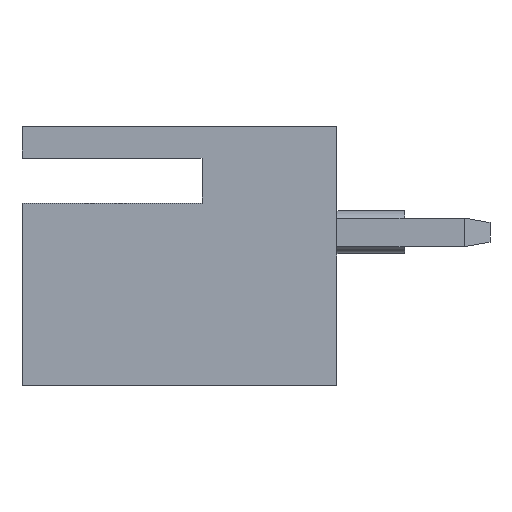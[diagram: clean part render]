
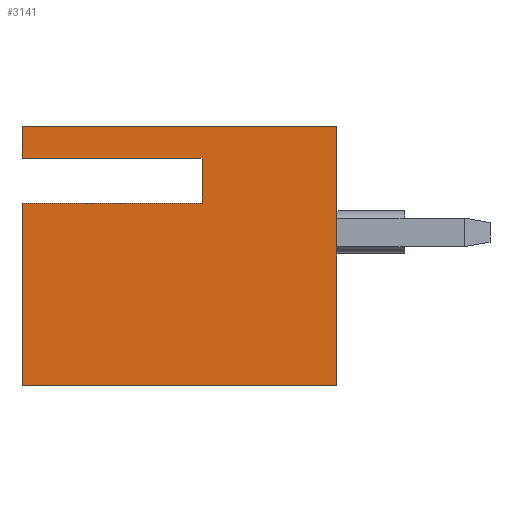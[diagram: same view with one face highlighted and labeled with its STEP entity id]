
A CAD part, left-side view. The second image highlights one B-rep face of the part: STEP entity #3141.
In plain terms, the highlighted planar face has unit normal (-1, 0, 0).
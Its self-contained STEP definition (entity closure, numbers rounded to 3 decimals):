
#52=PLANE('',#3342);
#232=FACE_OUTER_BOUND('',#425,.T.);
#425=EDGE_LOOP('',(#2435,#2436,#2437,#2438,#2439,#2440,#2441,#2442));
#600=LINE('',#4363,#1041);
#606=LINE('',#4376,#1047);
#686=LINE('',#4542,#1127);
#735=LINE('',#4642,#1176);
#764=LINE('',#4698,#1205);
#776=LINE('',#4717,#1217);
#781=LINE('',#4726,#1222);
#782=LINE('',#4727,#1223);
#1041=VECTOR('',#3539,1000.);
#1047=VECTOR('',#3547,1000.);
#1127=VECTOR('',#3643,1000.);
#1176=VECTOR('',#3702,1000.);
#1205=VECTOR('',#3733,1000.);
#1217=VECTOR('',#3753,1000.);
#1222=VECTOR('',#3764,1000.);
#1223=VECTOR('',#3765,1000.);
#1487=VERTEX_POINT('',#4360);
#1488=VERTEX_POINT('',#4362);
#1492=VERTEX_POINT('',#4372);
#1494=VERTEX_POINT('',#4375);
#1572=VERTEX_POINT('',#4541);
#1618=VERTEX_POINT('',#4640);
#1644=VERTEX_POINT('',#4696);
#1648=VERTEX_POINT('',#4725);
#1774=EDGE_CURVE('',#1487,#1488,#600,.T.);
#1780=EDGE_CURVE('',#1492,#1494,#606,.T.);
#1860=EDGE_CURVE('',#1494,#1572,#686,.T.);
#1911=EDGE_CURVE('',#1492,#1618,#735,.T.);
#1940=EDGE_CURVE('',#1487,#1644,#764,.T.);
#1952=EDGE_CURVE('',#1644,#1572,#776,.T.);
#1957=EDGE_CURVE('',#1618,#1648,#781,.T.);
#1958=EDGE_CURVE('',#1648,#1488,#782,.T.);
#2435=ORIENTED_EDGE('',*,*,#1957,.T.);
#2436=ORIENTED_EDGE('',*,*,#1958,.T.);
#2437=ORIENTED_EDGE('',*,*,#1774,.F.);
#2438=ORIENTED_EDGE('',*,*,#1940,.T.);
#2439=ORIENTED_EDGE('',*,*,#1952,.T.);
#2440=ORIENTED_EDGE('',*,*,#1860,.F.);
#2441=ORIENTED_EDGE('',*,*,#1780,.F.);
#2442=ORIENTED_EDGE('',*,*,#1911,.T.);
#3141=ADVANCED_FACE('',(#232),#52,.F.);
#3342=AXIS2_PLACEMENT_3D('',#4724,#3762,#3763);
#3539=DIRECTION('',(0.,0.,1.));
#3547=DIRECTION('',(0.,0.,1.));
#3643=DIRECTION('',(0.,-1.,0.));
#3702=DIRECTION('',(0.,-1.,0.));
#3733=DIRECTION('',(0.,-1.,0.));
#3753=DIRECTION('',(0.,0.,1.));
#3762=DIRECTION('center_axis',(1.,0.,0.));
#3763=DIRECTION('ref_axis',(0.,0.,-1.));
#3764=DIRECTION('',(0.,0.,-1.));
#3765=DIRECTION('',(0.,1.,0.));
#4360=CARTESIAN_POINT('',(-8.7,7.,-2.875));
#4362=CARTESIAN_POINT('',(-8.7,7.,1.175));
#4363=CARTESIAN_POINT('',(-8.7,7.,-2.875));
#4372=CARTESIAN_POINT('',(-8.7,7.,2.175));
#4375=CARTESIAN_POINT('',(-8.7,7.,2.875));
#4376=CARTESIAN_POINT('',(-8.7,7.,-2.875));
#4541=CARTESIAN_POINT('',(-8.7,0.,2.875));
#4542=CARTESIAN_POINT('',(-8.7,7.,2.875));
#4640=CARTESIAN_POINT('',(-8.7,3.,2.175));
#4642=CARTESIAN_POINT('',(-8.7,7.,2.175));
#4696=CARTESIAN_POINT('',(-8.7,0.,-2.875));
#4698=CARTESIAN_POINT('',(-8.7,7.,-2.875));
#4717=CARTESIAN_POINT('',(-8.7,0.,-2.875));
#4724=CARTESIAN_POINT('Origin',(-8.7,7.,-2.875));
#4725=CARTESIAN_POINT('',(-8.7,3.,1.175));
#4726=CARTESIAN_POINT('',(-8.7,3.,-2.875));
#4727=CARTESIAN_POINT('',(-8.7,7.,1.175));
